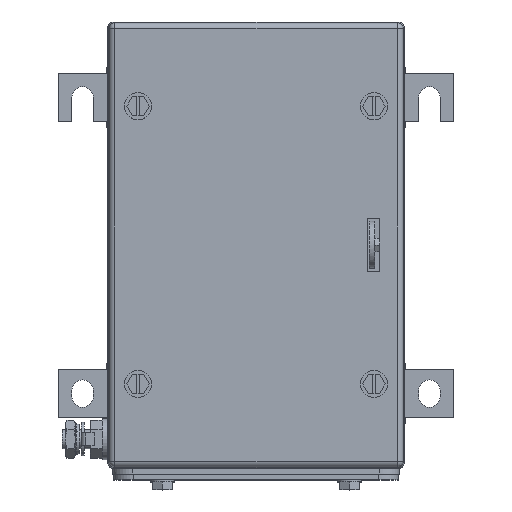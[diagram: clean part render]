
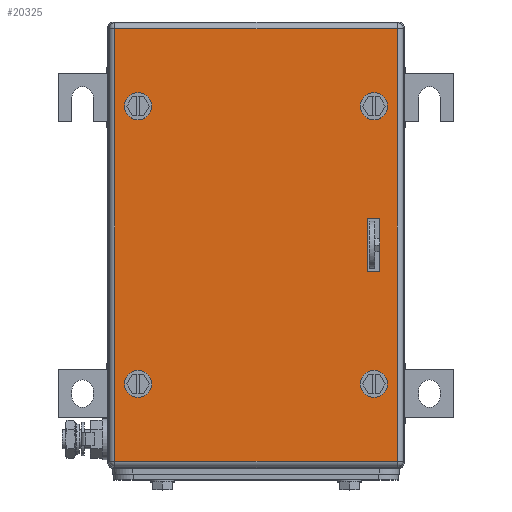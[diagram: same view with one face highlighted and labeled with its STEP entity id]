
A CAD part, top view. The second image highlights one B-rep face of the part: STEP entity #20325.
In plain terms, the highlighted planar face has unit normal (0, 0, 1).
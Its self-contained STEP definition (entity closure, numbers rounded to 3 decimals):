
#20165=AXIS2_PLACEMENT_3D('Circle Axis2P3D',#20163,#20164,$) ;
#20192=AXIS2_PLACEMENT_3D('Plane Axis2P3D',#20189,#20190,#20191) ;
#20230=AXIS2_PLACEMENT_3D('Circle Axis2P3D',#20228,#20229,$) ;
#20239=AXIS2_PLACEMENT_3D('Circle Axis2P3D',#20237,#20238,$) ;
#20248=AXIS2_PLACEMENT_3D('Circle Axis2P3D',#20246,#20247,$) ;
#20257=AXIS2_PLACEMENT_3D('Circle Axis2P3D',#20255,#20256,$) ;
#20266=AXIS2_PLACEMENT_3D('Circle Axis2P3D',#20264,#20265,$) ;
#20275=AXIS2_PLACEMENT_3D('Circle Axis2P3D',#20273,#20274,$) ;
#20284=AXIS2_PLACEMENT_3D('Circle Axis2P3D',#20282,#20283,$) ;
#20160=CARTESIAN_POINT('Vertex',(44.5,196.75,136.5)) ;
#20163=CARTESIAN_POINT('Axis2P3D Location',(41.,196.75,136.5)) ;
#20167=CARTESIAN_POINT('Vertex',(37.5,196.75,136.5)) ;
#20189=CARTESIAN_POINT('Axis2P3D Location',(101.5,125.5,136.5)) ;
#20194=CARTESIAN_POINT('Line Origine',(101.5,236.5,136.5)) ;
#20198=CARTESIAN_POINT('Vertex',(174.,236.5,136.5)) ;
#20200=CARTESIAN_POINT('Vertex',(29.,236.5,136.5)) ;
#20203=CARTESIAN_POINT('Line Origine',(29.,125.5,136.5)) ;
#20207=CARTESIAN_POINT('Vertex',(29.,14.5,136.5)) ;
#20210=CARTESIAN_POINT('Line Origine',(101.5,14.5,136.5)) ;
#20214=CARTESIAN_POINT('Vertex',(174.,14.5,136.5)) ;
#20217=CARTESIAN_POINT('Line Origine',(174.,125.5,136.5)) ;
#20228=CARTESIAN_POINT('Axis2P3D Location',(41.,196.75,136.5)) ;
#20237=CARTESIAN_POINT('Axis2P3D Location',(41.,54.25,136.5)) ;
#20241=CARTESIAN_POINT('Vertex',(37.5,54.25,136.5)) ;
#20243=CARTESIAN_POINT('Vertex',(44.5,54.25,136.5)) ;
#20246=CARTESIAN_POINT('Axis2P3D Location',(41.,54.25,136.5)) ;
#20255=CARTESIAN_POINT('Axis2P3D Location',(162.,54.25,136.5)) ;
#20259=CARTESIAN_POINT('Vertex',(165.5,54.25,136.5)) ;
#20261=CARTESIAN_POINT('Vertex',(158.5,54.25,136.5)) ;
#20264=CARTESIAN_POINT('Axis2P3D Location',(162.,54.25,136.5)) ;
#20273=CARTESIAN_POINT('Axis2P3D Location',(162.,196.75,136.5)) ;
#20277=CARTESIAN_POINT('Vertex',(165.5,196.75,136.5)) ;
#20279=CARTESIAN_POINT('Vertex',(158.5,196.75,136.5)) ;
#20282=CARTESIAN_POINT('Axis2P3D Location',(162.,196.75,136.5)) ;
#20291=CARTESIAN_POINT('Line Origine',(161.75,112.,136.5)) ;
#20295=CARTESIAN_POINT('Vertex',(165.,112.,136.5)) ;
#20297=CARTESIAN_POINT('Vertex',(158.5,112.,136.5)) ;
#20300=CARTESIAN_POINT('Line Origine',(158.5,125.5,136.5)) ;
#20304=CARTESIAN_POINT('Vertex',(158.5,139.,136.5)) ;
#20307=CARTESIAN_POINT('Line Origine',(161.75,139.,136.5)) ;
#20311=CARTESIAN_POINT('Vertex',(165.,139.,136.5)) ;
#20314=CARTESIAN_POINT('Line Origine',(165.,125.5,136.5)) ;
#20164=DIRECTION('Axis2P3D Direction',(0.,0.,1.)) ;
#20190=DIRECTION('Axis2P3D Direction',(0.,0.,1.)) ;
#20191=DIRECTION('Axis2P3D XDirection',(1.,0.,0.)) ;
#20195=DIRECTION('Vector Direction',(1.,0.,0.)) ;
#20204=DIRECTION('Vector Direction',(0.,-1.,0.)) ;
#20211=DIRECTION('Vector Direction',(1.,0.,0.)) ;
#20218=DIRECTION('Vector Direction',(0.,1.,0.)) ;
#20229=DIRECTION('Axis2P3D Direction',(0.,0.,1.)) ;
#20238=DIRECTION('Axis2P3D Direction',(0.,0.,1.)) ;
#20247=DIRECTION('Axis2P3D Direction',(0.,0.,1.)) ;
#20256=DIRECTION('Axis2P3D Direction',(0.,0.,1.)) ;
#20265=DIRECTION('Axis2P3D Direction',(0.,0.,1.)) ;
#20274=DIRECTION('Axis2P3D Direction',(0.,0.,1.)) ;
#20283=DIRECTION('Axis2P3D Direction',(0.,0.,1.)) ;
#20292=DIRECTION('Vector Direction',(-1.,0.,0.)) ;
#20301=DIRECTION('Vector Direction',(0.,1.,0.)) ;
#20308=DIRECTION('Vector Direction',(1.,0.,0.)) ;
#20315=DIRECTION('Vector Direction',(0.,-1.,0.)) ;
#20196=VECTOR('Line Direction',#20195,1.) ;
#20205=VECTOR('Line Direction',#20204,1.) ;
#20212=VECTOR('Line Direction',#20211,1.) ;
#20219=VECTOR('Line Direction',#20218,1.) ;
#20293=VECTOR('Line Direction',#20292,1.) ;
#20302=VECTOR('Line Direction',#20301,1.) ;
#20309=VECTOR('Line Direction',#20308,1.) ;
#20316=VECTOR('Line Direction',#20315,1.) ;
#20223=ORIENTED_EDGE('',*,*,#20202,.T.) ;
#20224=ORIENTED_EDGE('',*,*,#20209,.T.) ;
#20225=ORIENTED_EDGE('',*,*,#20216,.T.) ;
#20226=ORIENTED_EDGE('',*,*,#20221,.T.) ;
#20234=ORIENTED_EDGE('',*,*,#20232,.F.) ;
#20235=ORIENTED_EDGE('',*,*,#20169,.F.) ;
#20252=ORIENTED_EDGE('',*,*,#20245,.F.) ;
#20253=ORIENTED_EDGE('',*,*,#20250,.F.) ;
#20270=ORIENTED_EDGE('',*,*,#20263,.F.) ;
#20271=ORIENTED_EDGE('',*,*,#20268,.F.) ;
#20288=ORIENTED_EDGE('',*,*,#20281,.F.) ;
#20289=ORIENTED_EDGE('',*,*,#20286,.F.) ;
#20320=ORIENTED_EDGE('',*,*,#20299,.T.) ;
#20321=ORIENTED_EDGE('',*,*,#20306,.T.) ;
#20322=ORIENTED_EDGE('',*,*,#20313,.T.) ;
#20323=ORIENTED_EDGE('',*,*,#20318,.T.) ;
#20236=FACE_BOUND('',#20233,.T.) ;
#20254=FACE_BOUND('',#20251,.T.) ;
#20272=FACE_BOUND('',#20269,.T.) ;
#20290=FACE_BOUND('',#20287,.T.) ;
#20324=FACE_BOUND('',#20319,.T.) ;
#20325=ADVANCED_FACE('ZUB_KTB_MH_221513_1GP_AllCATPart.1\\ZUB_DE_KTB_MH_229x152.1\\DE_KTB_MH_PART_MASTER.1\\Koerper.2',(#20227,#20236,#20254,#20272,#20290,#20324),#20193,.T.) ;
#20166=CIRCLE('generated circle',#20165,3.5) ;
#20231=CIRCLE('generated circle',#20230,3.5) ;
#20240=CIRCLE('generated circle',#20239,3.5) ;
#20249=CIRCLE('generated circle',#20248,3.5) ;
#20258=CIRCLE('generated circle',#20257,3.5) ;
#20267=CIRCLE('generated circle',#20266,3.5) ;
#20276=CIRCLE('generated circle',#20275,3.5) ;
#20285=CIRCLE('generated circle',#20284,3.5) ;
#20169=EDGE_CURVE('',#20161,#20168,#20166,.T.) ;
#20202=EDGE_CURVE('',#20199,#20201,#20197,.F.) ;
#20209=EDGE_CURVE('',#20201,#20208,#20206,.T.) ;
#20216=EDGE_CURVE('',#20208,#20215,#20213,.T.) ;
#20221=EDGE_CURVE('',#20215,#20199,#20220,.T.) ;
#20232=EDGE_CURVE('',#20168,#20161,#20231,.T.) ;
#20245=EDGE_CURVE('',#20242,#20244,#20240,.T.) ;
#20250=EDGE_CURVE('',#20244,#20242,#20249,.T.) ;
#20263=EDGE_CURVE('',#20260,#20262,#20258,.T.) ;
#20268=EDGE_CURVE('',#20262,#20260,#20267,.T.) ;
#20281=EDGE_CURVE('',#20278,#20280,#20276,.T.) ;
#20286=EDGE_CURVE('',#20280,#20278,#20285,.T.) ;
#20299=EDGE_CURVE('',#20296,#20298,#20294,.T.) ;
#20306=EDGE_CURVE('',#20298,#20305,#20303,.T.) ;
#20313=EDGE_CURVE('',#20305,#20312,#20310,.T.) ;
#20318=EDGE_CURVE('',#20312,#20296,#20317,.T.) ;
#20222=EDGE_LOOP('',(#20223,#20224,#20225,#20226)) ;
#20233=EDGE_LOOP('',(#20234,#20235)) ;
#20251=EDGE_LOOP('',(#20252,#20253)) ;
#20269=EDGE_LOOP('',(#20270,#20271)) ;
#20287=EDGE_LOOP('',(#20288,#20289)) ;
#20319=EDGE_LOOP('',(#20320,#20321,#20322,#20323)) ;
#20227=FACE_OUTER_BOUND('',#20222,.T.) ;
#20197=LINE('Line',#20194,#20196) ;
#20206=LINE('Line',#20203,#20205) ;
#20213=LINE('Line',#20210,#20212) ;
#20220=LINE('Line',#20217,#20219) ;
#20294=LINE('Line',#20291,#20293) ;
#20303=LINE('Line',#20300,#20302) ;
#20310=LINE('Line',#20307,#20309) ;
#20317=LINE('Line',#20314,#20316) ;
#20193=PLANE('',#20192) ;
#20161=VERTEX_POINT('',#20160) ;
#20168=VERTEX_POINT('',#20167) ;
#20199=VERTEX_POINT('',#20198) ;
#20201=VERTEX_POINT('',#20200) ;
#20208=VERTEX_POINT('',#20207) ;
#20215=VERTEX_POINT('',#20214) ;
#20242=VERTEX_POINT('',#20241) ;
#20244=VERTEX_POINT('',#20243) ;
#20260=VERTEX_POINT('',#20259) ;
#20262=VERTEX_POINT('',#20261) ;
#20278=VERTEX_POINT('',#20277) ;
#20280=VERTEX_POINT('',#20279) ;
#20296=VERTEX_POINT('',#20295) ;
#20298=VERTEX_POINT('',#20297) ;
#20305=VERTEX_POINT('',#20304) ;
#20312=VERTEX_POINT('',#20311) ;
